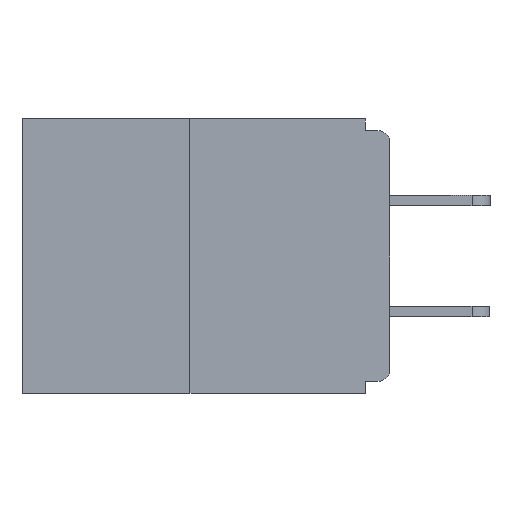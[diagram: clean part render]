
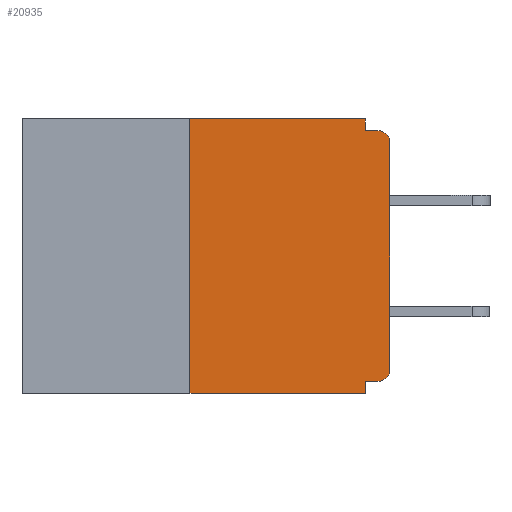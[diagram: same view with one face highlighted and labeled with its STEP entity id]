
A CAD part, left-side view. The second image highlights one B-rep face of the part: STEP entity #20935.
In plain terms, the highlighted planar face has unit normal (-1, 0, 0).
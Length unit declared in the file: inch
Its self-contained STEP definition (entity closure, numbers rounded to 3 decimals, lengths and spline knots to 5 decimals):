
#75 = VERTEX_POINT ( 'NONE', #6365 ) ;
#88 = DIRECTION ( 'NONE',  ( 0., 0., 1. ) ) ;
#97 = CARTESIAN_POINT ( 'NONE',  ( 0., 0.46, 0. ) ) ;
#362 = LINE ( 'NONE', #6343, #18916 ) ;
#1324 = CARTESIAN_POINT ( 'NONE',  ( 0., 0.031, -0.328 ) ) ;
#1386 = EDGE_CURVE ( 'NONE', #7766, #12898, #2674, .T. ) ;
#2069 = ORIENTED_EDGE ( 'NONE', *, *, #5311, .T. ) ;
#2312 = LINE ( 'NONE', #16963, #6736 ) ;
#2552 = VECTOR ( 'NONE', #13147, 39.37008 ) ;
#2634 = CARTESIAN_POINT ( 'NONE',  ( 0., 0., -0.015 ) ) ;
#2674 = LINE ( 'NONE', #17629, #7113 ) ;
#2787 = DIRECTION ( 'NONE',  ( 1., 0., 0. ) ) ;
#2820 = ORIENTED_EDGE ( 'NONE', *, *, #9236, .T. ) ;
#2842 = CARTESIAN_POINT ( 'NONE',  ( 0., 0., -0.03 ) ) ;
#2975 = VECTOR ( 'NONE', #8255, 39.37008 ) ;
#3164 = EDGE_CURVE ( 'NONE', #9001, #7766, #2312, .T. ) ;
#3311 = CARTESIAN_POINT ( 'NONE',  ( 0., 0.25, 0. ) ) ;
#3377 = EDGE_CURVE ( 'NONE', #9667, #13860, #4059, .T. ) ;
#3733 = LINE ( 'NONE', #7834, #2552 ) ;
#4059 = LINE ( 'NONE', #97, #11463 ) ;
#4228 = DIRECTION ( 'NONE',  ( 0., 0., -1. ) ) ;
#4341 = DIRECTION ( 'NONE',  ( 0., 0., -1. ) ) ;
#4418 = DIRECTION ( 'NONE',  ( -1., 0., 0. ) ) ;
#5190 = ORIENTED_EDGE ( 'NONE', *, *, #3164, .F. ) ;
#5311 = EDGE_CURVE ( 'NONE', #9001, #21540, #12273, .T. ) ;
#5478 = DIRECTION ( 'NONE',  ( 0., 1., 0. ) ) ;
#6343 = CARTESIAN_POINT ( 'NONE',  ( 0., 0.031, 0. ) ) ;
#6365 = CARTESIAN_POINT ( 'NONE',  ( 0., 0.015, -0.015 ) ) ;
#6432 = CARTESIAN_POINT ( 'NONE',  ( 0., 0.25, -0.343 ) ) ;
#6736 = VECTOR ( 'NONE', #5478, 39.37008 ) ;
#6788 = VERTEX_POINT ( 'NONE', #2842 ) ;
#6957 = VECTOR ( 'NONE', #18264, 39.37008 ) ;
#7113 = VECTOR ( 'NONE', #4228, 39.37008 ) ;
#7132 = EDGE_CURVE ( 'NONE', #21540, #6788, #15738, .T. ) ;
#7766 = VERTEX_POINT ( 'NONE', #1324 ) ;
#7834 = CARTESIAN_POINT ( 'NONE',  ( 0., 0.46, -0.343 ) ) ;
#7985 = LINE ( 'NONE', #2634, #2975 ) ;
#8170 = EDGE_LOOP ( 'NONE', ( #15800, #23656, #2820, #18781, #5190, #2069, #20337, #11682, #15602, #10701 ) ) ;
#8255 = DIRECTION ( 'NONE',  ( 0., -1., 0. ) ) ;
#8491 = DIRECTION ( 'NONE',  ( 0., 0., -1. ) ) ;
#8550 = AXIS2_PLACEMENT_3D ( 'NONE', #13963, #2787, #4341 ) ;
#8616 = AXIS2_PLACEMENT_3D ( 'NONE', #15933, #4418, #8491 ) ;
#9001 = VERTEX_POINT ( 'NONE', #14409 ) ;
#9236 = EDGE_CURVE ( 'NONE', #10478, #12898, #3733, .T. ) ;
#9667 = VERTEX_POINT ( 'NONE', #10787 ) ;
#10380 = DIRECTION ( 'NONE',  ( -1., 0., 0. ) ) ;
#10478 = VERTEX_POINT ( 'NONE', #6432 ) ;
#10701 = ORIENTED_EDGE ( 'NONE', *, *, #13241, .F. ) ;
#10787 = CARTESIAN_POINT ( 'NONE',  ( 0., 0.25, 0. ) ) ;
#11299 = VECTOR ( 'NONE', #88, 39.37008 ) ;
#11463 = VECTOR ( 'NONE', #11823, 39.37008 ) ;
#11682 = ORIENTED_EDGE ( 'NONE', *, *, #23061, .T. ) ;
#11823 = DIRECTION ( 'NONE',  ( 0., -1., 0. ) ) ;
#12102 = CARTESIAN_POINT ( 'NONE',  ( 0., 0., -0.313 ) ) ;
#12273 = CIRCLE ( 'NONE', #8616, 0.015 ) ;
#12445 = CARTESIAN_POINT ( 'NONE',  ( 0., 0.015, -0.03 ) ) ;
#12898 = VERTEX_POINT ( 'NONE', #14009 ) ;
#13147 = DIRECTION ( 'NONE',  ( 0., -1., 0. ) ) ;
#13241 = EDGE_CURVE ( 'NONE', #13860, #20623, #362, .T. ) ;
#13282 = EDGE_CURVE ( 'NONE', #20623, #75, #7985, .T. ) ;
#13860 = VERTEX_POINT ( 'NONE', #17943 ) ;
#13963 = CARTESIAN_POINT ( 'NONE',  ( 0., 0.46, 0. ) ) ;
#14009 = CARTESIAN_POINT ( 'NONE',  ( 0., 0.031, -0.343 ) ) ;
#14409 = CARTESIAN_POINT ( 'NONE',  ( 0., 0.015, -0.328 ) ) ;
#15078 = CARTESIAN_POINT ( 'NONE',  ( 0., 0., 0. ) ) ;
#15545 = AXIS2_PLACEMENT_3D ( 'NONE', #12445, #10380, #21966 ) ;
#15602 = ORIENTED_EDGE ( 'NONE', *, *, #13282, .F. ) ;
#15738 = LINE ( 'NONE', #15078, #11299 ) ;
#15800 = ORIENTED_EDGE ( 'NONE', *, *, #3377, .F. ) ;
#15861 = PLANE ( 'NONE',  #8550 ) ;
#15933 = CARTESIAN_POINT ( 'NONE',  ( 0., 0.015, -0.313 ) ) ;
#16963 = CARTESIAN_POINT ( 'NONE',  ( 0., 0., -0.328 ) ) ;
#17629 = CARTESIAN_POINT ( 'NONE',  ( 0., 0.031, -0.343 ) ) ;
#17943 = CARTESIAN_POINT ( 'NONE',  ( 0., 0.031, 0. ) ) ;
#18264 = DIRECTION ( 'NONE',  ( 0., 0., 1. ) ) ;
#18781 = ORIENTED_EDGE ( 'NONE', *, *, #1386, .F. ) ;
#18916 = VECTOR ( 'NONE', #23378, 39.37008 ) ;
#20337 = ORIENTED_EDGE ( 'NONE', *, *, #7132, .T. ) ;
#20623 = VERTEX_POINT ( 'NONE', #22333 ) ;
#20663 = EDGE_CURVE ( 'NONE', #10478, #9667, #24123, .T. ) ;
#20741 = CIRCLE ( 'NONE', #15545, 0.015 ) ;
#20935 = ADVANCED_FACE ( 'NONE', ( #24102 ), #15861, .F. ) ;
#21540 = VERTEX_POINT ( 'NONE', #12102 ) ;
#21966 = DIRECTION ( 'NONE',  ( 0., 0., -1. ) ) ;
#22333 = CARTESIAN_POINT ( 'NONE',  ( 0., 0.031, -0.015 ) ) ;
#23061 = EDGE_CURVE ( 'NONE', #6788, #75, #20741, .T. ) ;
#23378 = DIRECTION ( 'NONE',  ( 0., 0., -1. ) ) ;
#23656 = ORIENTED_EDGE ( 'NONE', *, *, #20663, .F. ) ;
#24102 = FACE_OUTER_BOUND ( 'NONE', #8170, .T. ) ;
#24123 = LINE ( 'NONE', #3311, #6957 ) ;
